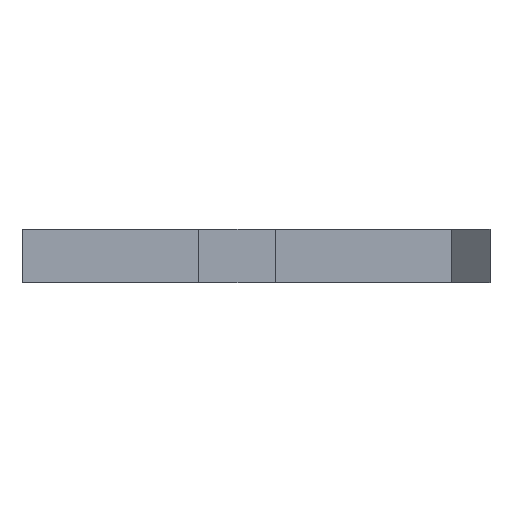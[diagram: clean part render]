
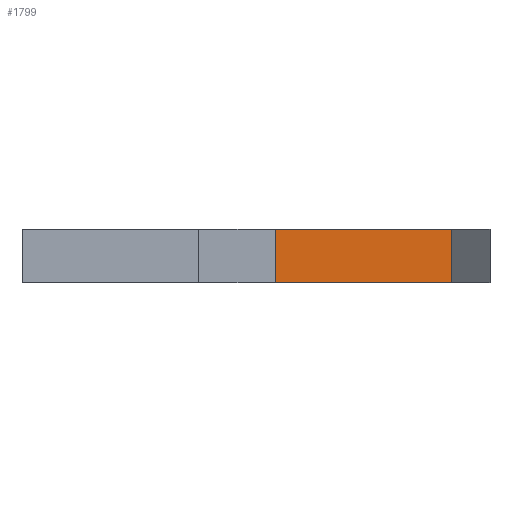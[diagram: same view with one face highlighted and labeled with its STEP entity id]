
A CAD part, front view. The second image highlights one B-rep face of the part: STEP entity #1799.
In plain terms, the highlighted planar face has unit normal (0, -1, 0).
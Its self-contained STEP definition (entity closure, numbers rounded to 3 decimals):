
#33=PLANE('',#1919);
#135=FACE_OUTER_BOUND('',#233,.T.);
#233=EDGE_LOOP('',(#1573,#1574,#1575,#1576));
#475=LINE('',#6527,#591);
#503=LINE('',#10432,#619);
#504=LINE('',#10435,#620);
#505=LINE('',#10436,#621);
#591=VECTOR('',#2155,10.);
#619=VECTOR('',#2215,10.);
#620=VECTOR('',#2218,10.);
#621=VECTOR('',#2219,10.);
#795=VERTEX_POINT('',#6524);
#796=VERTEX_POINT('',#6526);
#814=VERTEX_POINT('',#10430);
#815=VERTEX_POINT('',#10434);
#1027=EDGE_CURVE('',#795,#796,#475,.T.);
#1079=EDGE_CURVE('',#814,#796,#503,.T.);
#1080=EDGE_CURVE('',#815,#814,#504,.T.);
#1081=EDGE_CURVE('',#815,#795,#505,.T.);
#1573=ORIENTED_EDGE('',*,*,#1080,.T.);
#1574=ORIENTED_EDGE('',*,*,#1079,.T.);
#1575=ORIENTED_EDGE('',*,*,#1027,.F.);
#1576=ORIENTED_EDGE('',*,*,#1081,.F.);
#1799=ADVANCED_FACE('',(#135),#33,.T.);
#1919=AXIS2_PLACEMENT_3D('',#10433,#2216,#2217);
#2155=DIRECTION('',(1.,0.,0.));
#2215=DIRECTION('',(0.,0.,1.));
#2216=DIRECTION('center_axis',(0.,-1.,0.));
#2217=DIRECTION('ref_axis',(1.,0.,0.));
#2218=DIRECTION('',(1.,0.,0.));
#2219=DIRECTION('',(0.,0.,1.));
#6524=CARTESIAN_POINT('',(47.121,0.,10.));
#6526=CARTESIAN_POINT('',(80.,0.,10.));
#6527=CARTESIAN_POINT('',(0.,0.,10.));
#10430=CARTESIAN_POINT('',(80.,0.,0.));
#10432=CARTESIAN_POINT('',(80.,0.,0.));
#10433=CARTESIAN_POINT('Origin',(47.121,0.,0.));
#10434=CARTESIAN_POINT('',(47.121,0.,0.));
#10435=CARTESIAN_POINT('',(0.,0.,0.));
#10436=CARTESIAN_POINT('',(47.121,0.,0.));
